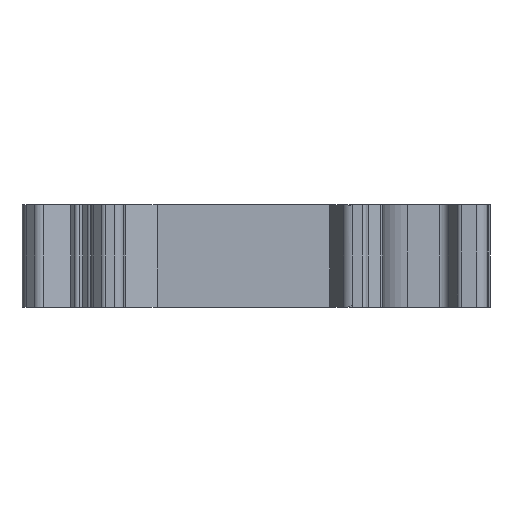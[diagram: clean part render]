
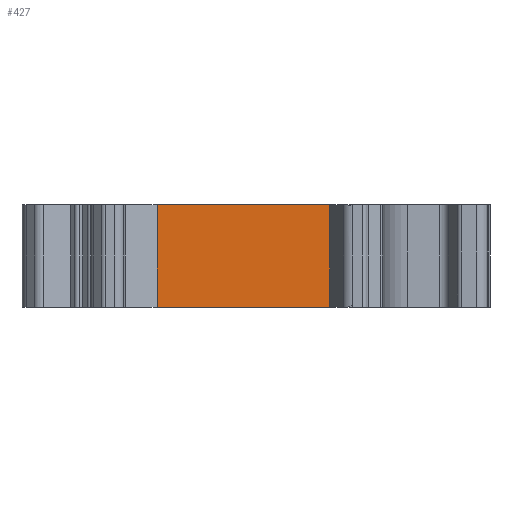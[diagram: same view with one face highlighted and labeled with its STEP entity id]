
A CAD part, left-side view. The second image highlights one B-rep face of the part: STEP entity #427.
In plain terms, the highlighted planar face has unit normal (-1, 0, 0).
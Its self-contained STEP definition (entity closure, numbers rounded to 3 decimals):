
#427=ADVANCED_FACE('',(#663),#516,.T.);
#516=PLANE('',#3573);
#663=FACE_OUTER_BOUND('',#814,.T.);
#814=EDGE_LOOP('',(#1703,#1704,#1705,#1706,#1707,#1708,#1709,#1710));
#1703=ORIENTED_EDGE('',*,*,#2599,.T.);
#1704=ORIENTED_EDGE('',*,*,#2584,.T.);
#1705=ORIENTED_EDGE('',*,*,#2600,.F.);
#1706=ORIENTED_EDGE('',*,*,#2601,.F.);
#1707=ORIENTED_EDGE('',*,*,#2602,.F.);
#1708=ORIENTED_EDGE('',*,*,#2255,.F.);
#1709=ORIENTED_EDGE('',*,*,#2603,.T.);
#1710=ORIENTED_EDGE('',*,*,#2604,.T.);
#1914=VERTEX_POINT('',#4753);
#1915=VERTEX_POINT('',#4755);
#2119=VERTEX_POINT('',#5410);
#2120=VERTEX_POINT('',#5412);
#2124=VERTEX_POINT('',#5450);
#2125=VERTEX_POINT('',#5452);
#2126=VERTEX_POINT('',#5454);
#2127=VERTEX_POINT('',#5457);
#2255=EDGE_CURVE('',#1914,#1915,#2680,.T.);
#2584=EDGE_CURVE('',#2120,#2119,#2936,.T.);
#2599=EDGE_CURVE('',#2124,#2120,#2949,.T.);
#2600=EDGE_CURVE('',#2125,#2119,#2950,.T.);
#2601=EDGE_CURVE('',#2126,#2125,#2951,.T.);
#2602=EDGE_CURVE('',#1915,#2126,#2952,.T.);
#2603=EDGE_CURVE('',#1914,#2127,#2953,.T.);
#2604=EDGE_CURVE('',#2127,#2124,#2954,.T.);
#2680=LINE('',#4754,#3030);
#2936=LINE('',#5411,#3286);
#2949=LINE('',#5449,#3299);
#2950=LINE('',#5451,#3300);
#2951=LINE('',#5453,#3301);
#2952=LINE('',#5455,#3302);
#2953=LINE('',#5456,#3303);
#2954=LINE('',#5458,#3304);
#3030=VECTOR('',#3784,1.);
#3286=VECTOR('',#4408,1.);
#3299=VECTOR('',#4435,1.);
#3300=VECTOR('',#4436,1.);
#3301=VECTOR('',#4437,1.);
#3302=VECTOR('',#4438,1.);
#3303=VECTOR('',#4439,1.);
#3304=VECTOR('',#4440,1.);
#3573=AXIS2_PLACEMENT_3D('',#5459,#4441,#4442);
#3784=DIRECTION('',(0.,1.,0.));
#4408=DIRECTION('',(0.,1.,0.));
#4435=DIRECTION('',(0.,0.,1.));
#4436=DIRECTION('',(0.,0.,1.));
#4437=DIRECTION('',(0.,0.,1.));
#4438=DIRECTION('',(0.,0.,1.));
#4439=DIRECTION('',(0.,0.,1.));
#4440=DIRECTION('',(0.,0.,1.));
#4441=DIRECTION('',(-1.,0.,0.));
#4442=DIRECTION('',(0.,1.,0.));
#4753=CARTESIAN_POINT('',(-52.997,1.594,-10.));
#4754=CARTESIAN_POINT('',(-52.997,1.594,-10.));
#4755=CARTESIAN_POINT('',(-52.997,18.414,-10.));
#5410=CARTESIAN_POINT('',(-52.997,18.414,0.));
#5411=CARTESIAN_POINT('',(-52.997,1.594,0.));
#5412=CARTESIAN_POINT('',(-52.997,1.594,0.));
#5449=CARTESIAN_POINT('',(-52.997,1.594,-0.4));
#5450=CARTESIAN_POINT('',(-52.997,1.594,-0.4));
#5451=CARTESIAN_POINT('',(-52.997,18.414,-0.4));
#5452=CARTESIAN_POINT('',(-52.997,18.414,-0.4));
#5453=CARTESIAN_POINT('',(-52.997,18.414,-9.3));
#5454=CARTESIAN_POINT('',(-52.997,18.414,-9.3));
#5455=CARTESIAN_POINT('',(-52.997,18.414,-10.));
#5456=CARTESIAN_POINT('',(-52.997,1.594,-10.));
#5457=CARTESIAN_POINT('',(-52.997,1.594,-9.3));
#5458=CARTESIAN_POINT('',(-52.997,1.594,-0.4));
#5459=CARTESIAN_POINT('',(-52.997,18.414,0.));
